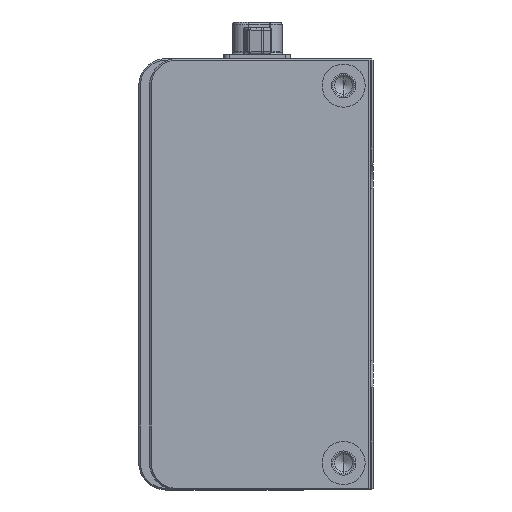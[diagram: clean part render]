
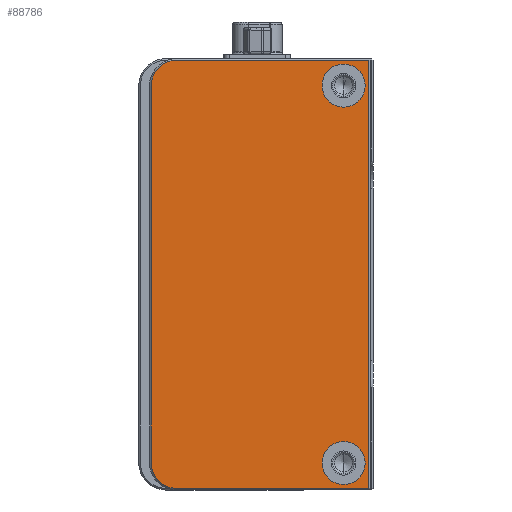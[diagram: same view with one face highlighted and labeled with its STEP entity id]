
A CAD part, left-side view. The second image highlights one B-rep face of the part: STEP entity #88786.
In plain terms, the highlighted planar face has unit normal (-1, 0, 0).
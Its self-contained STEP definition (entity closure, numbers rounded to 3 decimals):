
#10 = DIRECTION ( 'NONE',  ( 0., 0., 1. ) ) ;
#806 = ORIENTED_EDGE ( 'NONE', *, *, #65108, .T. ) ;
#2705 = VECTOR ( 'NONE', #90014, 1000. ) ;
#3350 = DIRECTION ( 'NONE',  ( 0., 0., -1. ) ) ;
#4305 = FACE_BOUND ( 'NONE', #20898, .T. ) ;
#5358 = CARTESIAN_POINT ( 'NONE',  ( 0., 0.8, 0. ) ) ;
#5797 = ORIENTED_EDGE ( 'NONE', *, *, #74195, .F. ) ;
#8368 = CARTESIAN_POINT ( 'NONE',  ( 0., 5.5, -79. ) ) ;
#9397 = DIRECTION ( 'NONE',  ( -1., 0., 0. ) ) ;
#10486 = EDGE_CURVE ( 'NONE', #82314, #68119, #83832, .T. ) ;
#10691 = CIRCLE ( 'NONE', #125160, 4.7 ) ;
#12234 = ORIENTED_EDGE ( 'NONE', *, *, #56371, .T. ) ;
#13324 = AXIS2_PLACEMENT_3D ( 'NONE', #74312, #9397, #10 ) ;
#15783 = PLANE ( 'NONE',  #35999 ) ;
#20898 = EDGE_LOOP ( 'NONE', ( #40839, #76770 ) ) ;
#21217 = CIRCLE ( 'NONE', #110933, 4. ) ;
#21405 = LINE ( 'NONE', #65429, #132450 ) ;
#23433 = CARTESIAN_POINT ( 'NONE',  ( 0., 5.5, -75. ) ) ;
#27385 = CARTESIAN_POINT ( 'NONE',  ( 0., 41.2, -5. ) ) ;
#29140 = ORIENTED_EDGE ( 'NONE', *, *, #69337, .T. ) ;
#29684 = VERTEX_POINT ( 'NONE', #103958 ) ;
#30282 = DIRECTION ( 'NONE',  ( 0., 0., 1. ) ) ;
#30465 = CARTESIAN_POINT ( 'NONE',  ( 0., 5.5, -9. ) ) ;
#31290 = LINE ( 'NONE', #5358, #2705 ) ;
#33540 = CARTESIAN_POINT ( 'NONE',  ( 0., 5.5, -1. ) ) ;
#35227 = VERTEX_POINT ( 'NONE', #94498 ) ;
#35999 = AXIS2_PLACEMENT_3D ( 'NONE', #36905, #59911, #112591 ) ;
#36329 = CIRCLE ( 'NONE', #71648, 4. ) ;
#36905 = CARTESIAN_POINT ( 'NONE',  ( 0., 21., -40. ) ) ;
#40839 = ORIENTED_EDGE ( 'NONE', *, *, #46195, .F. ) ;
#43739 = LINE ( 'NONE', #102113, #114440 ) ;
#45815 = CARTESIAN_POINT ( 'NONE',  ( 0., 5.5, -5. ) ) ;
#46195 = EDGE_CURVE ( 'NONE', #68119, #82314, #114022, .T. ) ;
#46315 = ORIENTED_EDGE ( 'NONE', *, *, #76459, .T. ) ;
#48336 = CARTESIAN_POINT ( 'NONE',  ( 0., 41.2, -75. ) ) ;
#51461 = DIRECTION ( 'NONE',  ( -1., 0., 0. ) ) ;
#54156 = VERTEX_POINT ( 'NONE', #64491 ) ;
#55328 = DIRECTION ( 'NONE',  ( -1., 0., 0. ) ) ;
#56103 = CARTESIAN_POINT ( 'NONE',  ( 0., 36.5, -0.3 ) ) ;
#56371 = EDGE_CURVE ( 'NONE', #71676, #94052, #10691, .T. ) ;
#59911 = DIRECTION ( 'NONE',  ( -1., 0., 0. ) ) ;
#64491 = CARTESIAN_POINT ( 'NONE',  ( 0., 0.8, -79.7 ) ) ;
#64529 = CARTESIAN_POINT ( 'NONE',  ( 0., 0.5, -79.7 ) ) ;
#65108 = EDGE_CURVE ( 'NONE', #73122, #71676, #43739, .T. ) ;
#65429 = CARTESIAN_POINT ( 'NONE',  ( 0., 41.2, -75. ) ) ;
#66497 = FACE_OUTER_BOUND ( 'NONE', #75869, .T. ) ;
#67375 = DIRECTION ( 'NONE',  ( -1., 0., 0. ) ) ;
#68119 = VERTEX_POINT ( 'NONE', #33540 ) ;
#69337 = EDGE_CURVE ( 'NONE', #94052, #106207, #21405, .T. ) ;
#69891 = FACE_BOUND ( 'NONE', #92367, .T. ) ;
#71648 = AXIS2_PLACEMENT_3D ( 'NONE', #23433, #55328, #129662 ) ;
#71676 = VERTEX_POINT ( 'NONE', #56103 ) ;
#73122 = VERTEX_POINT ( 'NONE', #134431 ) ;
#73959 = DIRECTION ( 'NONE',  ( 0., -1., 0. ) ) ;
#74106 = ORIENTED_EDGE ( 'NONE', *, *, #83526, .T. ) ;
#74195 = EDGE_CURVE ( 'NONE', #29684, #86350, #21217, .T. ) ;
#74312 = CARTESIAN_POINT ( 'NONE',  ( 0., 5.5, -5. ) ) ;
#75869 = EDGE_LOOP ( 'NONE', ( #93222, #74106, #806, #12234, #29140, #46315 ) ) ;
#76459 = EDGE_CURVE ( 'NONE', #106207, #35227, #95027, .T. ) ;
#76770 = ORIENTED_EDGE ( 'NONE', *, *, #10486, .F. ) ;
#78015 = LINE ( 'NONE', #64529, #135180 ) ;
#80733 = CARTESIAN_POINT ( 'NONE',  ( 0., 36.5, -5. ) ) ;
#81681 = AXIS2_PLACEMENT_3D ( 'NONE', #83385, #51461, #30282 ) ;
#82314 = VERTEX_POINT ( 'NONE', #30465 ) ;
#83385 = CARTESIAN_POINT ( 'NONE',  ( 0., 36.5, -75. ) ) ;
#83526 = EDGE_CURVE ( 'NONE', #54156, #73122, #31290, .T. ) ;
#83832 = CIRCLE ( 'NONE', #134386, 4. ) ;
#86350 = VERTEX_POINT ( 'NONE', #8368 ) ;
#88786 = ADVANCED_FACE ( 'NONE', ( #66497, #69891, #4305 ), #15783, .T. ) ;
#89596 = ORIENTED_EDGE ( 'NONE', *, *, #102993, .F. ) ;
#90014 = DIRECTION ( 'NONE',  ( 0., 0., 1. ) ) ;
#91177 = DIRECTION ( 'NONE',  ( -1., 0., 0. ) ) ;
#92367 = EDGE_LOOP ( 'NONE', ( #5797, #89596 ) ) ;
#93222 = ORIENTED_EDGE ( 'NONE', *, *, #123832, .T. ) ;
#94052 = VERTEX_POINT ( 'NONE', #27385 ) ;
#94498 = CARTESIAN_POINT ( 'NONE',  ( 0., 36.5, -79.7 ) ) ;
#95027 = CIRCLE ( 'NONE', #81681, 4.7 ) ;
#102113 = CARTESIAN_POINT ( 'NONE',  ( 0., 36.5, -0.3 ) ) ;
#102993 = EDGE_CURVE ( 'NONE', #86350, #29684, #36329, .T. ) ;
#103958 = CARTESIAN_POINT ( 'NONE',  ( 0., 5.5, -71. ) ) ;
#105331 = DIRECTION ( 'NONE',  ( 0., 1., 0. ) ) ;
#106207 = VERTEX_POINT ( 'NONE', #48336 ) ;
#110933 = AXIS2_PLACEMENT_3D ( 'NONE', #134019, #91177, #123231 ) ;
#112591 = DIRECTION ( 'NONE',  ( 0., 0., 1. ) ) ;
#114022 = CIRCLE ( 'NONE', #13324, 4. ) ;
#114440 = VECTOR ( 'NONE', #105331, 1000. ) ;
#121042 = DIRECTION ( 'NONE',  ( 0., 0., 1. ) ) ;
#123231 = DIRECTION ( 'NONE',  ( 0., 0., 1. ) ) ;
#123832 = EDGE_CURVE ( 'NONE', #35227, #54156, #78015, .T. ) ;
#124035 = DIRECTION ( 'NONE',  ( 0., 0., 1. ) ) ;
#125160 = AXIS2_PLACEMENT_3D ( 'NONE', #80733, #133908, #124035 ) ;
#129662 = DIRECTION ( 'NONE',  ( 0., 0., 1. ) ) ;
#132450 = VECTOR ( 'NONE', #3350, 1000. ) ;
#133908 = DIRECTION ( 'NONE',  ( -1., 0., 0. ) ) ;
#134019 = CARTESIAN_POINT ( 'NONE',  ( 0., 5.5, -75. ) ) ;
#134386 = AXIS2_PLACEMENT_3D ( 'NONE', #45815, #67375, #121042 ) ;
#134431 = CARTESIAN_POINT ( 'NONE',  ( 0., 0.8, -0.3 ) ) ;
#135180 = VECTOR ( 'NONE', #73959, 1000. ) ;
